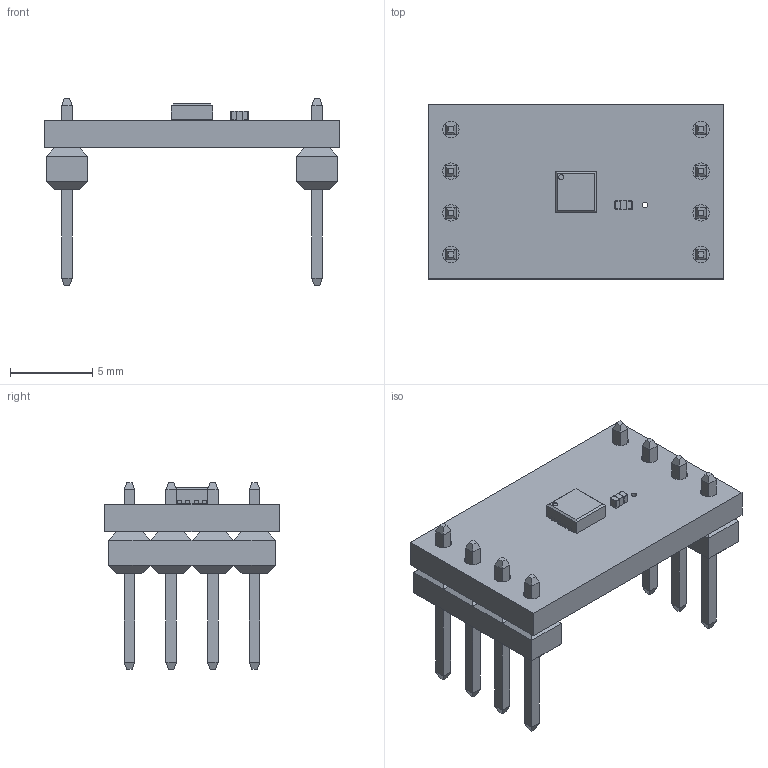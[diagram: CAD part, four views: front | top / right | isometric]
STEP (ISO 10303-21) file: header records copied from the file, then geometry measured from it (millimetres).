
FILE_DESCRIPTION(/* description */ (''),/* implementation_level */ '2;1');
FILE_NAME(/* name */ '5c2e1917-791c-465b-a523-97b526efb155.stp',/* time_stamp */ '2021-02-11T10:16:38+00:00',/* author */ (''),/* organization */ (''),/* preprocessor_version */ 'ST-DEVELOPER v18.1',/* originating_system */ 'Autodesk Translation Framework v9.7.1.1290',/* authorisation */ '');
FILE_SCHEMA (('AUTOMOTIVE_DESIGN { 1 0 10303 214 3 1 1 }'));
Length unit declared in the file: millimetre
Products named in the file (6): 5c2e1917-791c-465b-a523-97b526efb155; PCB Component; Board; PTH VERT MALE; 0.1uF/50V; STS-30-DIS
Assembly tree (6 placements, depth 3):
  5c2e1917-791c-465b-a523-97b526efb155
    PCB Component
      Board
      PTH VERT MALE  x2
      0.1uF/50V
      STS-30-DIS
Bounding box: 18 x 10.6 x 11.38 mm (x, y, z)
Volume: 455.2 mm3; surface area: 913.9 mm2
Topology: 5 solids, 5 shells, 400 faces, 882 edges, 512 vertices
Faces by surface type: plane 342, cylinder 42, sphere 16
Full cylindrical faces by diameter (mm): 0.3 x1, 0.35 x1, 1 x8
Entity records: 8075 total; most frequent: DIRECTION 1304, CARTESIAN_POINT 1288, ORIENTED_EDGE 1256, EDGE_CURVE 628, LINE 544, VECTOR 544, AXIS2_PLACEMENT_3D 380, VERTEX_POINT 364
